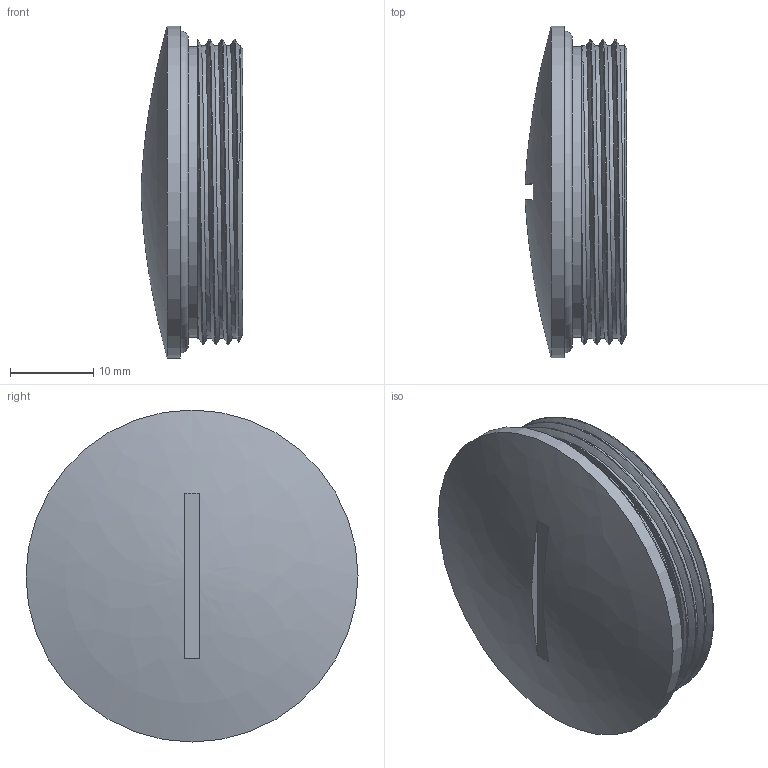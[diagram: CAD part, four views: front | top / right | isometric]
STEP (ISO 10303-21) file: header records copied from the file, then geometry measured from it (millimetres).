
FILE_DESCRIPTION(/* description */ ('Verschlussschraube PG29 mit O-Ring'),/* implementation_level */ '2;1');
FILE_NAME(/* name */ '69017429-RST.stp',/* time_stamp */ '2020-06-17T14:41:39+02:00',/* author */ ('sl'),/* organization */ (''),/* preprocessor_version */ 'ST-DEVELOPER v16.5',/* originating_system */ 'Autodesk Inventor 2017',/* authorisation */ '');
FILE_SCHEMA (('AUTOMOTIVE_DESIGN { 1 0 10303 214 3 1 1 }'));
Length unit declared in the file: millimetre
Products named in the file (3): 69017429; 69017429_1; 69017429_2
Assembly tree (2 placements, depth 2):
  69017429
    69017429_1
    69017429_2
Bounding box: 12.2 x 39.84 x 39.84 mm (x, y, z)
Volume: 4549.3 mm3; surface area: 5699.2 mm2
Topology: 2 solids, 2 shells, 19 faces, 38 edges, 25 vertices
Faces by surface type: plane 8, cylinder 5, bspline 3, cone 2, torus 1
Full cylindrical faces by diameter (mm): 32 x1, 34.94 x1, 39.84 x1
Entity records: 1314 total; most frequent: CARTESIAN_POINT 864, DIRECTION 82, ORIENTED_EDGE 64, AXIS2_PLACEMENT_3D 40, EDGE_CURVE 32, EDGE_LOOP 28, VERTEX_POINT 24, FACE_OUTER_BOUND 19
